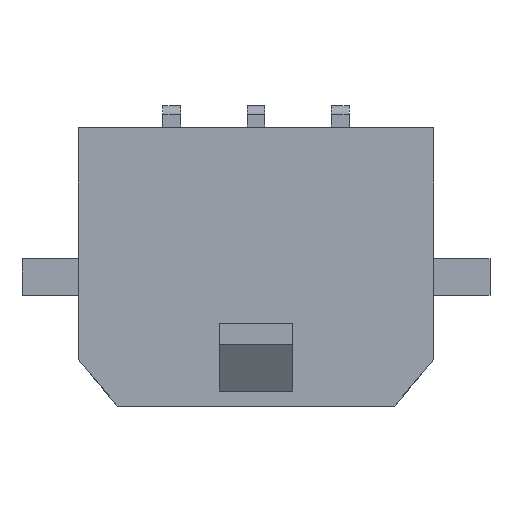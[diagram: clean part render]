
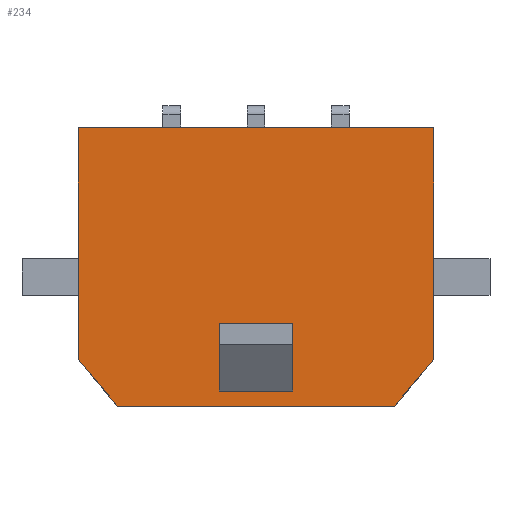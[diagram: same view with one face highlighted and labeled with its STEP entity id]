
A CAD part, top view. The second image highlights one B-rep face of the part: STEP entity #234.
In plain terms, the highlighted planar face has unit normal (0, 0, 1).
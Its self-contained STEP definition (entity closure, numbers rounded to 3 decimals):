
#234=ADVANCED_FACE('',(#494,#495),#375,.T.);
#375=PLANE('',#2682);
#494=FACE_BOUND('',#518,.T.);
#495=FACE_BOUND('',#519,.T.);
#518=EDGE_LOOP('',(#774,#775,#776,#777,#778,#779));
#519=EDGE_LOOP('',(#780,#781,#782,#783));
#774=ORIENTED_EDGE('',*,*,#1723,.F.);
#775=ORIENTED_EDGE('',*,*,#1706,.F.);
#776=ORIENTED_EDGE('',*,*,#1743,.T.);
#777=ORIENTED_EDGE('',*,*,#1715,.T.);
#778=ORIENTED_EDGE('',*,*,#1720,.F.);
#779=ORIENTED_EDGE('',*,*,#1738,.F.);
#780=ORIENTED_EDGE('',*,*,#1744,.T.);
#781=ORIENTED_EDGE('',*,*,#1745,.T.);
#782=ORIENTED_EDGE('',*,*,#1746,.F.);
#783=ORIENTED_EDGE('',*,*,#1747,.F.);
#1460=VERTEX_POINT('',#3687);
#1461=VERTEX_POINT('',#3689);
#1469=VERTEX_POINT('',#3706);
#1470=VERTEX_POINT('',#3708);
#1473=VERTEX_POINT('',#3716);
#1474=VERTEX_POINT('',#3720);
#1492=VERTEX_POINT('',#3763);
#1493=VERTEX_POINT('',#3764);
#1494=VERTEX_POINT('',#3766);
#1495=VERTEX_POINT('',#3768);
#1706=EDGE_CURVE('',#1460,#1461,#2076,.T.);
#1715=EDGE_CURVE('',#1470,#1469,#2085,.T.);
#1720=EDGE_CURVE('',#1473,#1469,#2090,.T.);
#1723=EDGE_CURVE('',#1461,#1474,#2093,.T.);
#1738=EDGE_CURVE('',#1474,#1473,#2108,.T.);
#1743=EDGE_CURVE('',#1460,#1470,#2113,.T.);
#1744=EDGE_CURVE('',#1492,#1493,#2114,.T.);
#1745=EDGE_CURVE('',#1493,#1494,#2115,.T.);
#1746=EDGE_CURVE('',#1495,#1494,#2116,.T.);
#1747=EDGE_CURVE('',#1492,#1495,#2117,.T.);
#2076=LINE('',#3688,#2410);
#2085=LINE('',#3707,#2419);
#2090=LINE('',#3717,#2424);
#2093=LINE('',#3723,#2427);
#2108=LINE('',#3753,#2442);
#2113=LINE('',#3761,#2447);
#2114=LINE('',#3762,#2448);
#2115=LINE('',#3765,#2449);
#2116=LINE('',#3767,#2450);
#2117=LINE('',#3769,#2451);
#2410=VECTOR('',#2936,1.);
#2419=VECTOR('',#2947,1.);
#2424=VECTOR('',#2954,1.);
#2427=VECTOR('',#2959,1.);
#2442=VECTOR('',#2976,1.);
#2447=VECTOR('',#2983,1.);
#2448=VECTOR('',#2984,1.);
#2449=VECTOR('',#2985,1.);
#2450=VECTOR('',#2986,1.);
#2451=VECTOR('',#2987,1.);
#2682=AXIS2_PLACEMENT_3D('',#3770,#2988,#2989);
#2936=DIRECTION('',(0.,-1.,0.));
#2947=DIRECTION('',(0.,-1.,0.));
#2954=DIRECTION('',(-0.643,0.766,0.));
#2959=DIRECTION('',(-0.643,-0.766,0.));
#2976=DIRECTION('',(-1.,0.,0.));
#2983=DIRECTION('',(-1.,0.,0.));
#2984=DIRECTION('',(-1.,0.,0.));
#2985=DIRECTION('',(0.,1.,0.));
#2986=DIRECTION('',(-1.,0.,0.));
#2987=DIRECTION('',(0.,1.,0.));
#2988=DIRECTION('',(0.,0.,1.));
#2989=DIRECTION('',(1.,0.,0.));
#3687=CARTESIAN_POINT('',(6.325,9.9,3.86));
#3688=CARTESIAN_POINT('',(6.325,9.9,3.86));
#3689=CARTESIAN_POINT('',(6.325,1.668,3.86));
#3706=CARTESIAN_POINT('',(-6.325,1.668,3.86));
#3707=CARTESIAN_POINT('',(-6.325,9.9,3.86));
#3708=CARTESIAN_POINT('',(-6.325,9.9,3.86));
#3716=CARTESIAN_POINT('',(-4.925,0.,3.86));
#3717=CARTESIAN_POINT('',(-4.925,0.,3.86));
#3720=CARTESIAN_POINT('',(4.925,0.,3.86));
#3723=CARTESIAN_POINT('',(6.325,1.668,3.86));
#3753=CARTESIAN_POINT('',(6.325,0.,3.86));
#3761=CARTESIAN_POINT('',(6.325,9.9,3.86));
#3762=CARTESIAN_POINT('',(1.3,0.54,3.86));
#3763=CARTESIAN_POINT('',(1.3,0.54,3.86));
#3764=CARTESIAN_POINT('',(-1.3,0.54,3.86));
#3765=CARTESIAN_POINT('',(-1.3,0.54,3.86));
#3766=CARTESIAN_POINT('',(-1.3,2.95,3.86));
#3767=CARTESIAN_POINT('',(1.3,2.95,3.86));
#3768=CARTESIAN_POINT('',(1.3,2.95,3.86));
#3769=CARTESIAN_POINT('',(1.3,0.54,3.86));
#3770=CARTESIAN_POINT('',(6.325,9.9,3.86));
